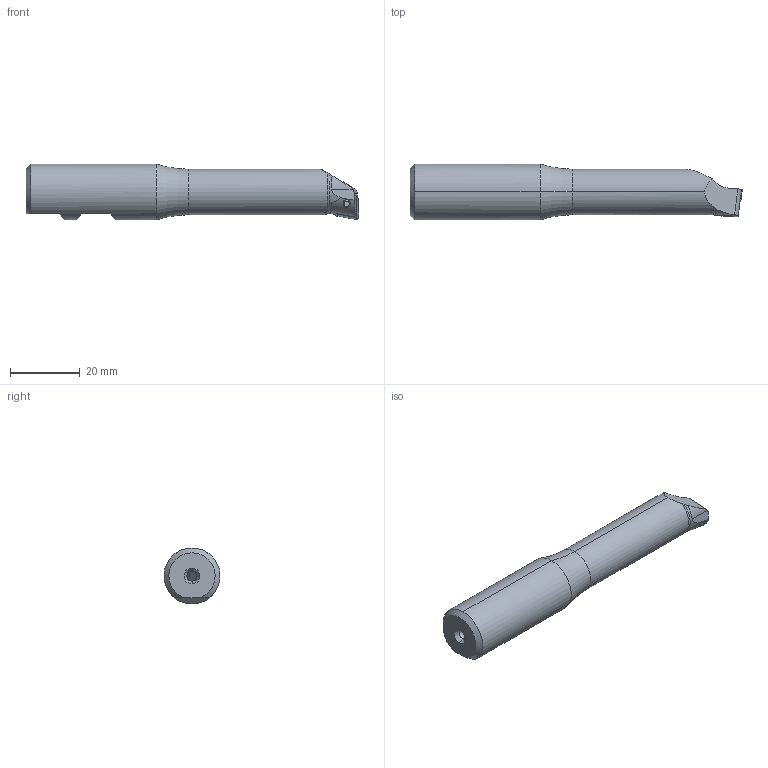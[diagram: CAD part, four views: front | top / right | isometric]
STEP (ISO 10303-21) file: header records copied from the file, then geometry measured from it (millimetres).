
FILE_DESCRIPTION (( 'STEP AP203' ), '1' );
FILE_NAME ('B16-WCA.K11.095.STEP', '2017-03-20T10:52:40', ( 'SwiAdmin' ), ( '' ), 'SwSTEP 2.0', 'SolidWorks 2015', '' );
FILE_SCHEMA (( 'CONFIG_CONTROL_DESIGN' ));
Length unit declared in the file: millimetre
Products named in the file (4): WCA-ER2.001.006_A; CCMT060204; B16-WCA.K11.095_A; B16-WCA.K11.095
Assembly tree (3 placements, depth 2):
  B16-WCA.K11.095
    B16-WCA.K11.095_A
    CCMT060204
    WCA-ER2.001.006_A
Bounding box: 95 x 16 x 16 mm (x, y, z)
Volume: 13561.5 mm3; surface area: 5383.8 mm2
Topology: 3 solids, 3 shells, 128 faces, 326 edges, 200 vertices
Faces by surface type: cylinder 39, plane 33, cone 29, bspline 13, torus 12, sphere 2
Entity records: 4692 total; most frequent: CARTESIAN_POINT 1401, ORIENTED_EDGE 644, DIRECTION 568, EDGE_CURVE 322, AXIS2_PLACEMENT_3D 225, VERTEX_POINT 200, EDGE_LOOP 134, ADVANCED_FACE 128
